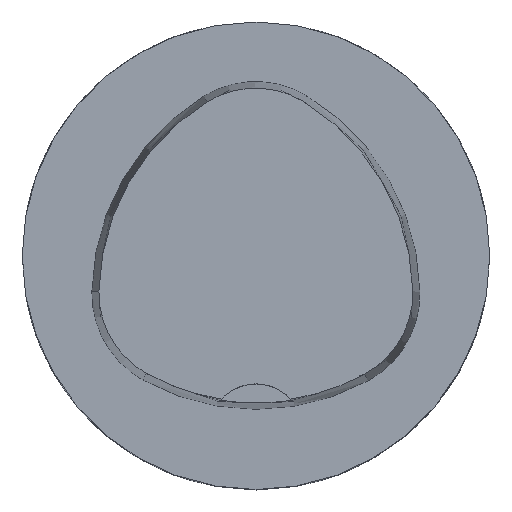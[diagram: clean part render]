
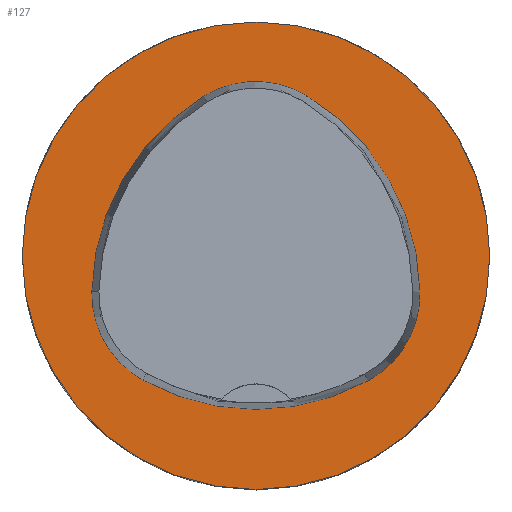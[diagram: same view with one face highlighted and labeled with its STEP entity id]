
A CAD part, top view. The second image highlights one B-rep face of the part: STEP entity #127.
In plain terms, the highlighted planar face has unit normal (0, 0, 1).
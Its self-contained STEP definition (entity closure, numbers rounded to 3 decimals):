
#127=ADVANCED_FACE('',(#166,#167),#149,.T.);
#149=PLANE('',#487);
#166=FACE_BOUND('',#189,.T.);
#167=FACE_BOUND('',#190,.T.);
#189=EDGE_LOOP('',(#256,#257,#258,#259,#260,#261));
#190=EDGE_LOOP('',(#262));
#256=ORIENTED_EDGE('',*,*,#386,.T.);
#257=ORIENTED_EDGE('',*,*,#366,.T.);
#258=ORIENTED_EDGE('',*,*,#370,.T.);
#259=ORIENTED_EDGE('',*,*,#373,.T.);
#260=ORIENTED_EDGE('',*,*,#376,.T.);
#261=ORIENTED_EDGE('',*,*,#384,.T.);
#262=ORIENTED_EDGE('',*,*,#389,.F.);
#328=VERTEX_POINT('',#675);
#329=VERTEX_POINT('',#676);
#332=VERTEX_POINT('',#684);
#334=VERTEX_POINT('',#690);
#336=VERTEX_POINT('',#696);
#343=VERTEX_POINT('',#717);
#344=VERTEX_POINT('',#727);
#366=EDGE_CURVE('',#328,#329,#420,.T.);
#370=EDGE_CURVE('',#329,#332,#422,.T.);
#373=EDGE_CURVE('',#332,#334,#424,.T.);
#376=EDGE_CURVE('',#334,#336,#426,.T.);
#384=EDGE_CURVE('',#336,#343,#430,.T.);
#386=EDGE_CURVE('',#343,#328,#432,.T.);
#389=EDGE_CURVE('',#344,#344,#435,.T.);
#420=CIRCLE('',#464,20.);
#422=CIRCLE('',#467,8.5);
#424=CIRCLE('',#470,20.);
#426=CIRCLE('',#473,8.5);
#430=CIRCLE('',#478,20.);
#432=CIRCLE('',#481,8.5);
#435=CIRCLE('',#486,20.);
#464=AXIS2_PLACEMENT_3D('',#674,#533,#534);
#467=AXIS2_PLACEMENT_3D('',#683,#541,#542);
#470=AXIS2_PLACEMENT_3D('',#689,#548,#549);
#473=AXIS2_PLACEMENT_3D('',#695,#555,#556);
#478=AXIS2_PLACEMENT_3D('',#718,#567,#568);
#481=AXIS2_PLACEMENT_3D('',#721,#573,#574);
#486=AXIS2_PLACEMENT_3D('',#726,#583,#584);
#487=AXIS2_PLACEMENT_3D('',#728,#585,#586);
#533=DIRECTION('',(0.,0.,-1.));
#534=DIRECTION('',(-1.,0.,0.));
#541=DIRECTION('',(0.,0.,-1.));
#542=DIRECTION('',(-1.,0.,0.));
#548=DIRECTION('',(0.,0.,-1.));
#549=DIRECTION('',(-1.,0.,0.));
#555=DIRECTION('',(0.,0.,-1.));
#556=DIRECTION('',(-1.,0.,0.));
#567=DIRECTION('',(0.,0.,-1.));
#568=DIRECTION('',(-1.,0.,0.));
#573=DIRECTION('',(0.,0.,-1.));
#574=DIRECTION('',(-1.,0.,0.));
#583=DIRECTION('',(0.,0.,-1.));
#584=DIRECTION('',(-1.,0.,0.));
#585=DIRECTION('',(0.,0.,1.));
#586=DIRECTION('',(1.,0.,0.));
#674=CARTESIAN_POINT('',(5.955,-3.414,0.));
#675=CARTESIAN_POINT('',(-14.041,-3.042,0.));
#676=CARTESIAN_POINT('',(-4.472,13.653,0.));
#683=CARTESIAN_POINT('',(-0.04,6.4,0.));
#684=CARTESIAN_POINT('',(4.347,13.68,0.));
#689=CARTESIAN_POINT('',(-5.976,-3.45,0.));
#690=CARTESIAN_POINT('',(14.021,-3.075,0.));
#695=CARTESIAN_POINT('',(5.522,-3.235,0.));
#696=CARTESIAN_POINT('',(9.588,-10.699,0.));
#717=CARTESIAN_POINT('',(-9.655,-10.639,0.));
#718=CARTESIAN_POINT('',(0.022,6.864,0.));
#721=CARTESIAN_POINT('',(-5.543,-3.2,0.));
#726=CARTESIAN_POINT('',(0.,0.,0.));
#727=CARTESIAN_POINT('',(-20.,0.,0.));
#728=CARTESIAN_POINT('',(0.,0.,0.));
